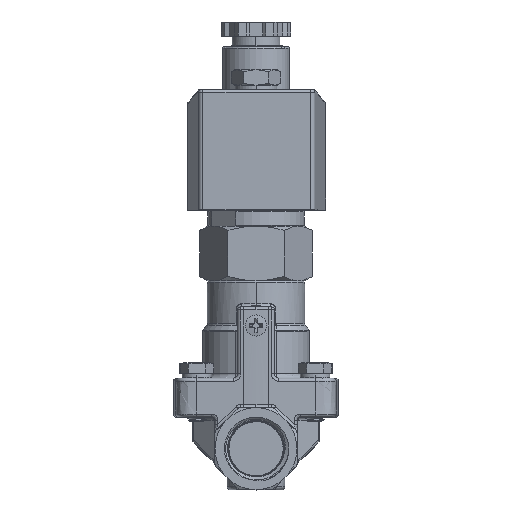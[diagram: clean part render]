
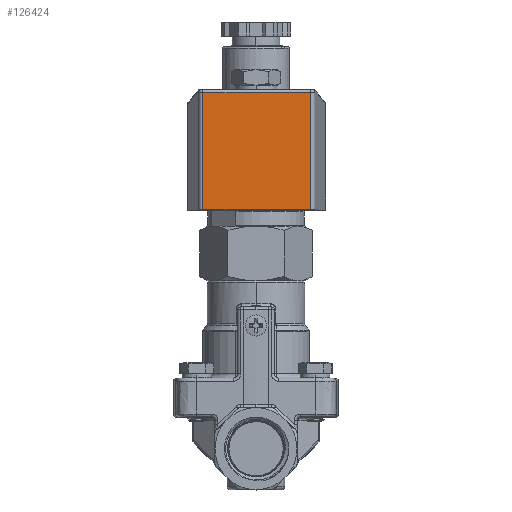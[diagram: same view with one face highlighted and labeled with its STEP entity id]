
A CAD part, top view. The second image highlights one B-rep face of the part: STEP entity #126424.
In plain terms, the highlighted planar face has unit normal (0, 0, 1).
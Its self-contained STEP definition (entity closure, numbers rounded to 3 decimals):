
#12041 = CARTESIAN_POINT ( 'NONE',  ( 17.907, 131.756, 27. ) ) ;
#13967 = CARTESIAN_POINT ( 'NONE',  ( 17.907, 130.756, 27. ) ) ;
#15958 = ORIENTED_EDGE ( 'NONE', *, *, #39943, .T. ) ;
#22178 = DIRECTION ( 'NONE',  ( 0., 1., 0. ) ) ;
#24744 = DIRECTION ( 'NONE',  ( 0., 1., 0. ) ) ;
#30622 = DIRECTION ( 'NONE',  ( -1., 0., 0. ) ) ;
#36084 = ORIENTED_EDGE ( 'NONE', *, *, #169396, .F. ) ;
#39451 = EDGE_CURVE ( 'NONE', #115964, #60063, #112704, .T. ) ;
#39943 = EDGE_CURVE ( 'NONE', #115964, #98576, #151788, .T. ) ;
#40898 = LINE ( 'NONE', #120074, #111040 ) ;
#41089 = DIRECTION ( 'NONE',  ( -1., 0., 0. ) ) ;
#48578 = DIRECTION ( 'NONE',  ( 0., 0., 1. ) ) ;
#49253 = ORIENTED_EDGE ( 'NONE', *, *, #39451, .F. ) ;
#54341 = CARTESIAN_POINT ( 'NONE',  ( 17.907, 92.1, 27. ) ) ;
#60063 = VERTEX_POINT ( 'NONE', #132084 ) ;
#61841 = ORIENTED_EDGE ( 'NONE', *, *, #152613, .T. ) ;
#65528 = CARTESIAN_POINT ( 'NONE',  ( -17.484, 130.756, 27. ) ) ;
#73516 = VECTOR ( 'NONE', #30622, 1000. ) ;
#79759 = FACE_OUTER_BOUND ( 'NONE', #116998, .T. ) ;
#98576 = VERTEX_POINT ( 'NONE', #13967 ) ;
#111040 = VECTOR ( 'NONE', #41089, 1000. ) ;
#112704 = LINE ( 'NONE', #162753, #73516 ) ;
#115964 = VERTEX_POINT ( 'NONE', #54341 ) ;
#116670 = VECTOR ( 'NONE', #24744, 1000. ) ;
#116998 = EDGE_LOOP ( 'NONE', ( #15958, #61841, #36084, #49253 ) ) ;
#119754 = VERTEX_POINT ( 'NONE', #65528 ) ;
#120074 = CARTESIAN_POINT ( 'NONE',  ( -18.788, 130.756, 27. ) ) ;
#121419 = VECTOR ( 'NONE', #22178, 1000. ) ;
#126040 = CARTESIAN_POINT ( 'NONE',  ( -17.484, 131.896, 27. ) ) ;
#126424 = ADVANCED_FACE ( 'NONE', ( #79759 ), #140301, .T. ) ;
#127586 = CARTESIAN_POINT ( 'NONE',  ( -18.788, 131.756, 27. ) ) ;
#132084 = CARTESIAN_POINT ( 'NONE',  ( -17.484, 92.1, 27. ) ) ;
#140301 = PLANE ( 'NONE',  #154990 ) ;
#140879 = DIRECTION ( 'NONE',  ( 0., -1., 0. ) ) ;
#151788 = LINE ( 'NONE', #12041, #116670 ) ;
#152613 = EDGE_CURVE ( 'NONE', #98576, #119754, #40898, .T. ) ;
#154990 = AXIS2_PLACEMENT_3D ( 'NONE', #127586, #48578, #140879 ) ;
#156579 = LINE ( 'NONE', #126040, #121419 ) ;
#162753 = CARTESIAN_POINT ( 'NONE',  ( -18.788, 92.1, 27. ) ) ;
#169396 = EDGE_CURVE ( 'NONE', #60063, #119754, #156579, .T. ) ;
